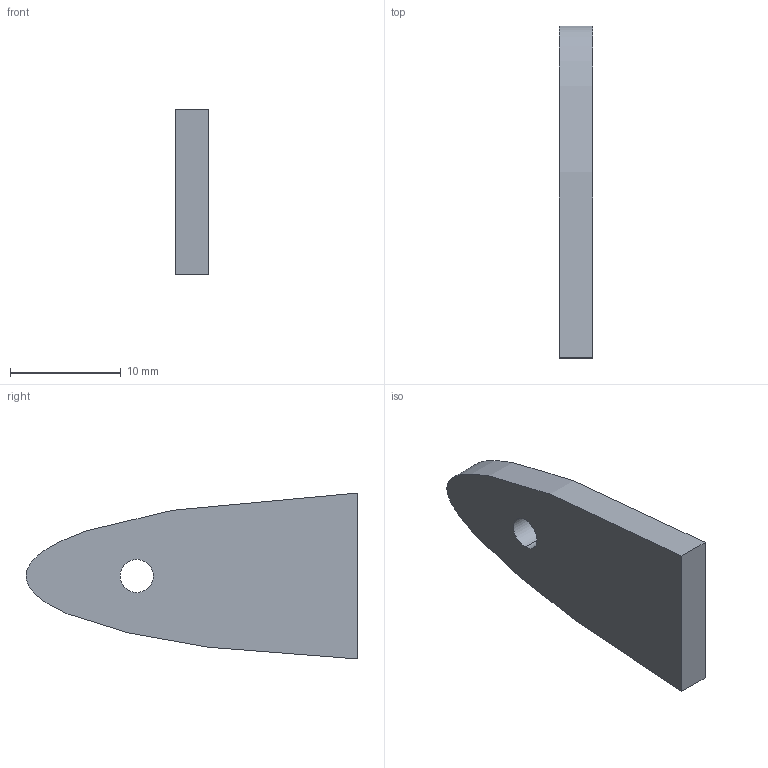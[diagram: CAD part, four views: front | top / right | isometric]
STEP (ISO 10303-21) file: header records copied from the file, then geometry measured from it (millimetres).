
FILE_DESCRIPTION (( 'STEP AP214' ), '1' );
FILE_NAME ('Part 1.STEP', '2021-11-13T20:16:51', ( '' ), ( '' ), 'SwSTEP 2.0', 'SolidWorks 2020', '' );
FILE_SCHEMA (( 'AUTOMOTIVE_DESIGN' ));
Length unit declared in the file: centimetre
Products named in the file (1): Part 1
Bounding box: 3 x 30 x 15 mm (x, y, z)
Volume: 1003.6 mm3; surface area: 935.6 mm2
Topology: 1 solids, 1 shells, 6 faces, 12 edges, 8 vertices
Faces by surface type: plane 3, cylinder 2, bspline 1
Entity records: 197 total; most frequent: CARTESIAN_POINT 36, DIRECTION 26, ORIENTED_EDGE 24, EDGE_CURVE 12, AXIS2_PLACEMENT_3D 10, EDGE_LOOP 8, VERTEX_POINT 8, LINE 6
